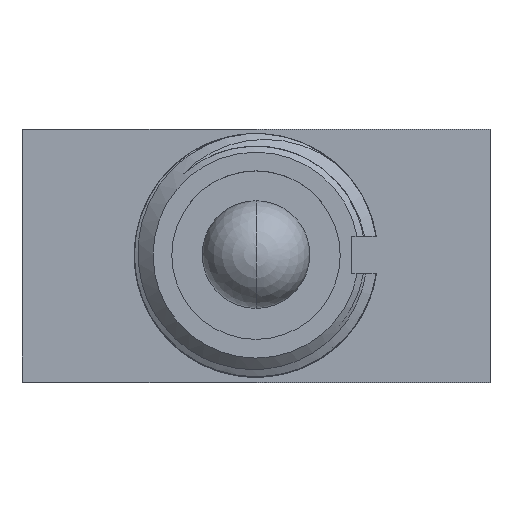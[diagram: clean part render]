
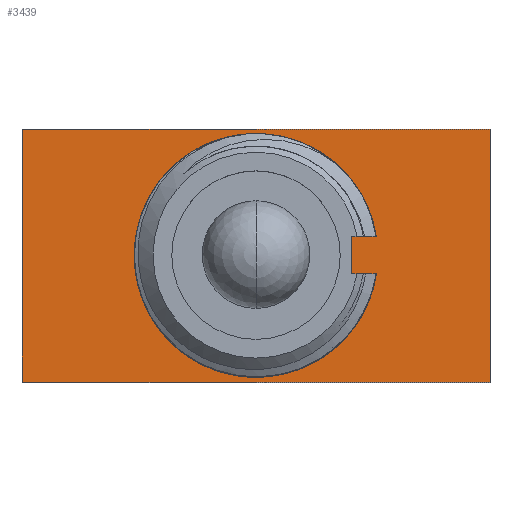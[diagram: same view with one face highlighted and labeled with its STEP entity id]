
A CAD part, top view. The second image highlights one B-rep face of the part: STEP entity #3439.
In plain terms, the highlighted planar face has unit normal (0, 0, 1).
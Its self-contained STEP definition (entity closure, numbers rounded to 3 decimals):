
#2=DIRECTION('',(0.,-1.,0.));
#3=VECTOR('',#2,6.858);
#4=CARTESIAN_POINT('',(-6.35,3.429,0.));
#5=LINE('',#4,#3);
#6=DIRECTION('',(-1.,0.,0.));
#7=VECTOR('',#6,12.7);
#8=CARTESIAN_POINT('',(6.35,3.429,0.));
#9=LINE('',#8,#7);
#10=DIRECTION('',(0.,1.,0.));
#11=VECTOR('',#10,6.858);
#12=CARTESIAN_POINT('',(6.35,-3.429,0.));
#13=LINE('',#12,#11);
#14=DIRECTION('',(1.,0.,0.));
#15=VECTOR('',#14,12.7);
#16=CARTESIAN_POINT('',(-6.35,-3.429,0.));
#17=LINE('',#16,#15);
#18=DIRECTION('',(1.,0.,0.));
#19=VECTOR('',#18,0.672);
#20=CARTESIAN_POINT('',(2.591,-0.508,0.));
#21=LINE('',#20,#19);
#22=DIRECTION('',(0.,-1.,0.));
#23=VECTOR('',#22,1.016);
#24=CARTESIAN_POINT('',(2.591,0.508,0.));
#25=LINE('',#24,#23);
#26=DIRECTION('',(-1.,0.,0.));
#27=VECTOR('',#26,0.672);
#28=CARTESIAN_POINT('',(3.263,0.508,0.));
#29=LINE('',#28,#27);
#552=CARTESIAN_POINT('',(0.,0.,0.));
#553=DIRECTION('',(0.,0.,-1.));
#554=DIRECTION('',(0.988,-0.154,0.));
#555=AXIS2_PLACEMENT_3D('',#552,#553,#554);
#3090=CARTESIAN_POINT('',(-6.35,3.429,0.));
#3091=CARTESIAN_POINT('',(-6.35,-3.429,0.));
#3092=VERTEX_POINT('',#3090);
#3093=VERTEX_POINT('',#3091);
#3094=CARTESIAN_POINT('',(6.35,-3.429,0.));
#3095=VERTEX_POINT('',#3094);
#3096=CARTESIAN_POINT('',(6.35,3.429,0.));
#3097=VERTEX_POINT('',#3096);
#3169=CARTESIAN_POINT('',(2.591,0.508,0.));
#3170=CARTESIAN_POINT('',(2.591,-0.508,0.));
#3171=VERTEX_POINT('',#3169);
#3172=VERTEX_POINT('',#3170);
#3181=CARTESIAN_POINT('',(3.263,0.508,0.));
#3182=VERTEX_POINT('',#3181);
#3183=CARTESIAN_POINT('',(3.263,-0.508,0.));
#3184=VERTEX_POINT('',#3183);
#3414=CARTESIAN_POINT('',(0.,0.,0.));
#3415=DIRECTION('',(0.,0.,1.));
#3416=DIRECTION('',(1.,0.,0.));
#3417=AXIS2_PLACEMENT_3D('',#3414,#3415,#3416);
#3418=PLANE('',#3417);
#3420=ORIENTED_EDGE('',*,*,#3419,.F.);
#3422=ORIENTED_EDGE('',*,*,#3421,.F.);
#3424=ORIENTED_EDGE('',*,*,#3423,.F.);
#3426=ORIENTED_EDGE('',*,*,#3425,.F.);
#3427=EDGE_LOOP('',(#3420,#3422,#3424,#3426));
#3428=FACE_OUTER_BOUND('',#3427,.F.);
#3430=ORIENTED_EDGE('',*,*,#3429,.F.);
#3432=ORIENTED_EDGE('',*,*,#3431,.F.);
#3434=ORIENTED_EDGE('',*,*,#3433,.F.);
#3436=ORIENTED_EDGE('',*,*,#3435,.F.);
#3437=EDGE_LOOP('',(#3430,#3432,#3434,#3436));
#3438=FACE_BOUND('',#3437,.F.);
#556=CIRCLE('',#555,3.302);
#3419=EDGE_CURVE('',#3092,#3093,#5,.T.);
#3421=EDGE_CURVE('',#3097,#3092,#9,.T.);
#3423=EDGE_CURVE('',#3095,#3097,#13,.T.);
#3425=EDGE_CURVE('',#3093,#3095,#17,.T.);
#3429=EDGE_CURVE('',#3184,#3182,#556,.T.);
#3431=EDGE_CURVE('',#3172,#3184,#21,.T.);
#3433=EDGE_CURVE('',#3171,#3172,#25,.T.);
#3435=EDGE_CURVE('',#3182,#3171,#29,.T.);
#3439=ADVANCED_FACE('',(#3428,#3438),#3418,.T.);
